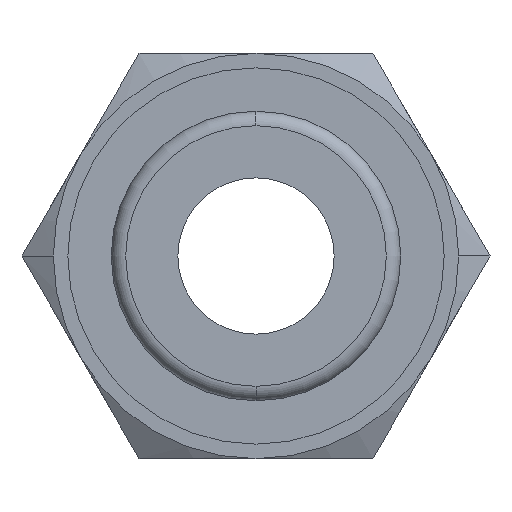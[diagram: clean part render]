
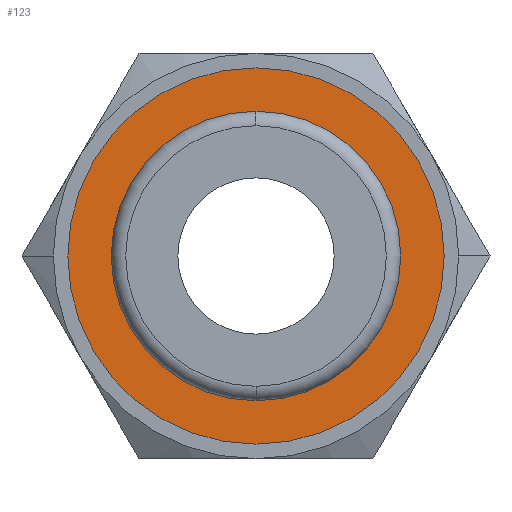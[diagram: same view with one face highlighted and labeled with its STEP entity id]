
A CAD part, front view. The second image highlights one B-rep face of the part: STEP entity #123.
In plain terms, the highlighted planar face has unit normal (0, -1, 0).
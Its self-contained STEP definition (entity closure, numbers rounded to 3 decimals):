
#123=ADVANCED_FACE('',(#262,#263),#264,.T.);
#262=FACE_OUTER_BOUND('',#415,.T.);
#263=FACE_BOUND('',#416,.T.);
#264=PLANE('',#417);
#415=EDGE_LOOP('',(#689,#690));
#416=EDGE_LOOP('',(#691,#692));
#417=AXIS2_PLACEMENT_3D('',#693,#694,#695);
#689=ORIENTED_EDGE('',*,*,#979,.T.);
#690=ORIENTED_EDGE('',*,*,#980,.T.);
#691=ORIENTED_EDGE('',*,*,#885,.F.);
#692=ORIENTED_EDGE('',*,*,#981,.F.);
#693=CARTESIAN_POINT('',(0.0,10.0,0.0));
#694=DIRECTION('',(0.0,-1.0,0.0));
#695=DIRECTION('',(-1.0,0.0,0.0));
#885=EDGE_CURVE('',#1043,#1039,#1045,.T.);
#979=EDGE_CURVE('',#1180,#1181,#1182,.T.);
#980=EDGE_CURVE('',#1181,#1180,#1183,.T.);
#981=EDGE_CURVE('',#1039,#1043,#1184,.T.);
#1039=VERTEX_POINT('',#1250);
#1043=VERTEX_POINT('',#1255);
#1045=CIRCLE('',#1258,2.5);
#1180=VERTEX_POINT('',#1644);
#1181=VERTEX_POINT('',#1645);
#1182=CIRCLE('',#1646,3.25);
#1183=CIRCLE('',#1647,3.25);
#1184=CIRCLE('',#1648,2.5);
#1250=CARTESIAN_POINT('',(2.5,10.0,0.));
#1255=CARTESIAN_POINT('',(-2.5,10.0,0.));
#1258=AXIS2_PLACEMENT_3D('',#1746,#1747,#1748);
#1644=CARTESIAN_POINT('',(3.25,10.0,0.0));
#1645=CARTESIAN_POINT('',(-3.25,10.0,0.));
#1646=AXIS2_PLACEMENT_3D('',#1853,#1854,#1855);
#1647=AXIS2_PLACEMENT_3D('',#1856,#1857,#1858);
#1648=AXIS2_PLACEMENT_3D('',#1859,#1860,#1861);
#1746=CARTESIAN_POINT('',(0.0,10.0,0.0));
#1747=DIRECTION('',(0.0,-1.0,0.0));
#1748=DIRECTION('',(1.0,0.0,0.0));
#1853=CARTESIAN_POINT('',(0.0,10.0,0.0));
#1854=DIRECTION('',(0.0,-1.0,0.0));
#1855=DIRECTION('',(1.0,0.0,0.0));
#1856=CARTESIAN_POINT('',(0.0,10.0,0.0));
#1857=DIRECTION('',(0.0,-1.0,0.0));
#1858=DIRECTION('',(1.0,0.0,0.0));
#1859=CARTESIAN_POINT('',(0.0,10.0,0.0));
#1860=DIRECTION('',(0.0,-1.0,0.0));
#1861=DIRECTION('',(1.0,0.0,0.0));
